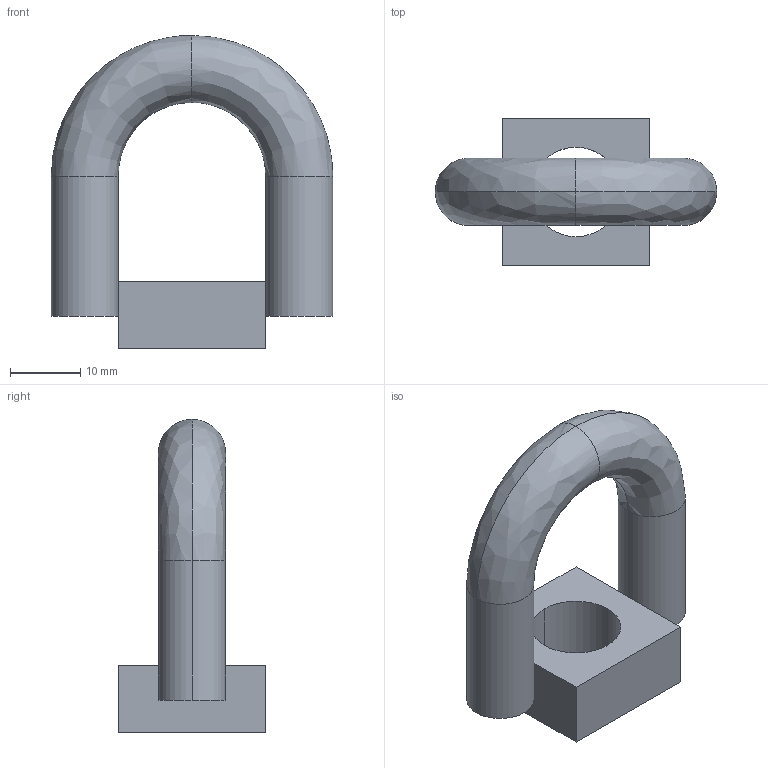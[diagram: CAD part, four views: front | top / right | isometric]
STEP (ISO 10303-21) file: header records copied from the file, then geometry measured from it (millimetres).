
FILE_DESCRIPTION(('TurboCAD Mac Pro'),'Build 980');
FILE_NAME('M2250.stp',' ',(''),(''),'ACIS Interop','IMSI','TurboCAD Mac Pro BY IMSI, INCORPORATED');
FILE_SCHEMA(('automotive_design'));
Length unit declared in the file: inch
Products named in the file (2): 1; 2
Bounding box: 39.98 x 20.91 x 44.47 mm (x, y, z)
Volume: 9194 mm3; surface area: 4560.3 mm2
Topology: 2 solids, 2 shells, 20 faces, 42 edges, 26 vertices
Faces by surface type: plane 8, bspline 8, cylinder 4
Entity records: 1023 total; most frequent: CARTESIAN_POINT 422, ORIENTED_EDGE 84, DIRECTION 68, EDGE_CURVE 42, VERTEX_POINT 26, AXIS2_PLACEMENT_3D 24, STYLED_ITEM 22, PRESENTATION_STYLE_ASSIGNMENT 22
